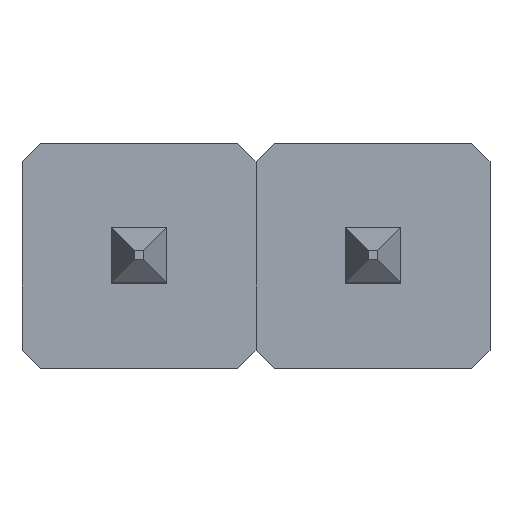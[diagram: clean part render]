
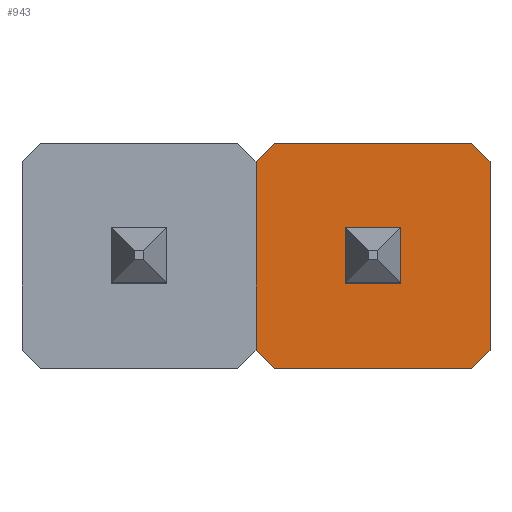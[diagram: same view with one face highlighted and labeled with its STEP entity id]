
A CAD part, top view. The second image highlights one B-rep face of the part: STEP entity #943.
In plain terms, the highlighted planar face has unit normal (0, 0, 1).
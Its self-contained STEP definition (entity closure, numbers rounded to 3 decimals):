
#740=CARTESIAN_POINT('',(3.61,-1.225,1.7));
#741=VERTEX_POINT('',#740);
#748=CARTESIAN_POINT('',(1.47,-1.225,1.7));
#749=VERTEX_POINT('',#748);
#750=CARTESIAN_POINT('',(3.61,-1.225,1.7));
#751=DIRECTION('',(-1.0,0.0,0.0));
#752=VECTOR('',#751,2.14);
#753=LINE('',#750,#752);
#754=EDGE_CURVE('',#741,#749,#753,.T.);
#771=CARTESIAN_POINT('',(1.47,1.225,1.7));
#772=VERTEX_POINT('',#771);
#779=CARTESIAN_POINT('',(3.61,1.225,1.7));
#780=VERTEX_POINT('',#779);
#781=CARTESIAN_POINT('',(1.47,1.225,1.7));
#782=DIRECTION('',(1.0,0.0,0.0));
#783=VECTOR('',#782,2.14);
#784=LINE('',#781,#783);
#785=EDGE_CURVE('',#772,#780,#784,.T.);
#803=CARTESIAN_POINT('',(3.81,1.025,1.7));
#804=VERTEX_POINT('',#803);
#805=CARTESIAN_POINT('',(3.61,1.225,1.7));
#806=DIRECTION('',(0.707,-0.707,0.0));
#807=VECTOR('',#806,0.283);
#808=LINE('',#805,#807);
#809=EDGE_CURVE('',#780,#804,#808,.T.);
#827=CARTESIAN_POINT('',(3.81,-1.025,1.7));
#828=VERTEX_POINT('',#827);
#829=CARTESIAN_POINT('',(3.81,1.025,1.7));
#830=DIRECTION('',(0.0,-1.0,0.0));
#831=VECTOR('',#830,2.05);
#832=LINE('',#829,#831);
#833=EDGE_CURVE('',#804,#828,#832,.T.);
#851=CARTESIAN_POINT('',(3.81,-1.025,1.7));
#852=DIRECTION('',(-0.707,-0.707,0.0));
#853=VECTOR('',#852,0.283);
#854=LINE('',#851,#853);
#855=EDGE_CURVE('',#828,#741,#854,.T.);
#868=CARTESIAN_POINT('',(1.27,-1.025,1.7));
#869=VERTEX_POINT('',#868);
#870=CARTESIAN_POINT('',(1.47,-1.225,1.7));
#871=DIRECTION('',(-0.707,0.707,0.0));
#872=VECTOR('',#871,0.283);
#873=LINE('',#870,#872);
#874=EDGE_CURVE('',#749,#869,#873,.T.);
#892=CARTESIAN_POINT('',(1.27,1.025,1.7));
#893=VERTEX_POINT('',#892);
#894=CARTESIAN_POINT('',(1.27,-1.025,1.7));
#895=DIRECTION('',(0.0,1.0,0.0));
#896=VECTOR('',#895,2.05);
#897=LINE('',#894,#896);
#898=EDGE_CURVE('',#869,#893,#897,.T.);
#916=CARTESIAN_POINT('',(1.27,1.025,1.7));
#917=DIRECTION('',(0.707,0.707,0.0));
#918=VECTOR('',#917,0.283);
#919=LINE('',#916,#918);
#920=EDGE_CURVE('',#893,#772,#919,.T.);
#928=CARTESIAN_POINT('',(2.54,0.,1.7));
#929=DIRECTION('',(0.0,0.0,1.0));
#930=DIRECTION('',(1.0,0.0,0.0));
#931=AXIS2_PLACEMENT_3D('',#928,#929,#930);
#932=PLANE('',#931);
#933=ORIENTED_EDGE('',*,*,#785,.F.);
#934=ORIENTED_EDGE('',*,*,#920,.F.);
#935=ORIENTED_EDGE('',*,*,#898,.F.);
#936=ORIENTED_EDGE('',*,*,#874,.F.);
#937=ORIENTED_EDGE('',*,*,#754,.F.);
#938=ORIENTED_EDGE('',*,*,#855,.F.);
#939=ORIENTED_EDGE('',*,*,#833,.F.);
#940=ORIENTED_EDGE('',*,*,#809,.F.);
#941=EDGE_LOOP('',(#933,#934,#935,#936,#937,#938,#939,#940));
#942=FACE_OUTER_BOUND('',#941,.T.);
#943=ADVANCED_FACE('',(#942),#932,.T.);
